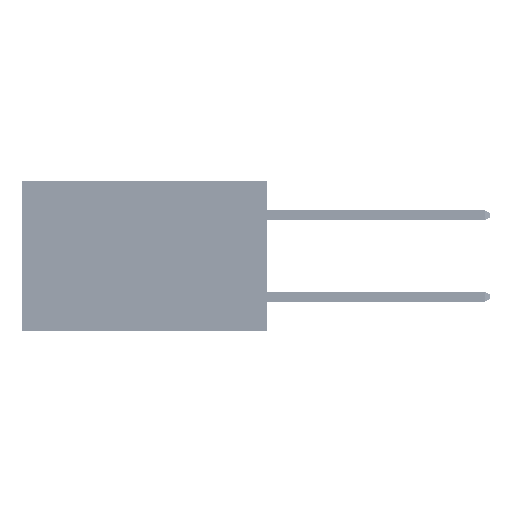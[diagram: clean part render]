
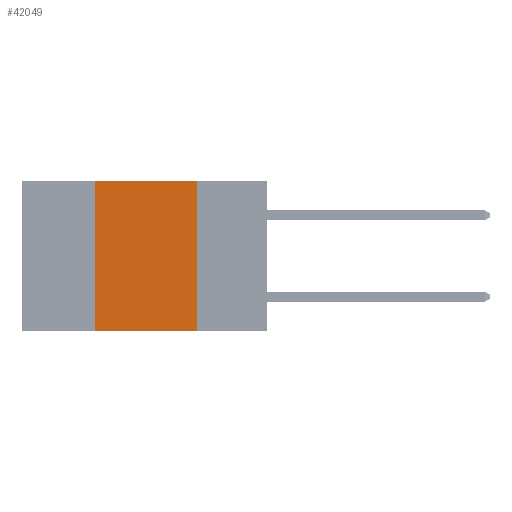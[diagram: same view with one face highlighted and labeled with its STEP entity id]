
A CAD part, left-side view. The second image highlights one B-rep face of the part: STEP entity #42049.
In plain terms, the highlighted planar face has unit normal (-1, 0, 0).
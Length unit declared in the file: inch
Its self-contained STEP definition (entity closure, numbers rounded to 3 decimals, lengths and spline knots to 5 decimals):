
#1676 = DIRECTION ( 'NONE',  ( 0., -1., 0. ) ) ;
#3945 = EDGE_CURVE ( 'NONE', #31459, #48492, #19056, .T. ) ;
#6694 = ORIENTED_EDGE ( 'NONE', *, *, #27138, .F. ) ;
#7174 = CARTESIAN_POINT ( 'NONE',  ( 0., 0.6, 0. ) ) ;
#7838 = ORIENTED_EDGE ( 'NONE', *, *, #38566, .F. ) ;
#8609 = EDGE_CURVE ( 'NONE', #31459, #35812, #10696, .T. ) ;
#10696 = LINE ( 'NONE', #41833, #45430 ) ;
#15189 = CARTESIAN_POINT ( 'NONE',  ( 0., 0.17, 0. ) ) ;
#15483 = CARTESIAN_POINT ( 'NONE',  ( 0., 0.6, -0.37 ) ) ;
#15530 = ORIENTED_EDGE ( 'NONE', *, *, #8609, .F. ) ;
#16471 = ORIENTED_EDGE ( 'NONE', *, *, #3945, .T. ) ;
#18950 = CARTESIAN_POINT ( 'NONE',  ( 0., 0.17, 0. ) ) ;
#19056 = LINE ( 'NONE', #15483, #36250 ) ;
#20983 = CARTESIAN_POINT ( 'NONE',  ( 0., 0.42, -0.37 ) ) ;
#22270 = LINE ( 'NONE', #18950, #28831 ) ;
#22911 = VERTEX_POINT ( 'NONE', #15189 ) ;
#23280 = CARTESIAN_POINT ( 'NONE',  ( 0., 0.42, 0. ) ) ;
#27138 = EDGE_CURVE ( 'NONE', #35812, #22911, #48691, .T. ) ;
#28831 = VECTOR ( 'NONE', #34007, 39.37008 ) ;
#29003 = CARTESIAN_POINT ( 'NONE',  ( 0., 0.6, 0. ) ) ;
#29872 = EDGE_LOOP ( 'NONE', ( #7838, #6694, #15530, #16471 ) ) ;
#30401 = PLANE ( 'NONE',  #48115 ) ;
#31459 = VERTEX_POINT ( 'NONE', #20983 ) ;
#34007 = DIRECTION ( 'NONE',  ( 0., 0., -1. ) ) ;
#34421 = DIRECTION ( 'NONE',  ( 0., 0., 1. ) ) ;
#35812 = VERTEX_POINT ( 'NONE', #23280 ) ;
#36250 = VECTOR ( 'NONE', #39443, 39.37008 ) ;
#38072 = FACE_OUTER_BOUND ( 'NONE', #29872, .T. ) ;
#38566 = EDGE_CURVE ( 'NONE', #22911, #48492, #22270, .T. ) ;
#39443 = DIRECTION ( 'NONE',  ( 0., -1., 0. ) ) ;
#41833 = CARTESIAN_POINT ( 'NONE',  ( 0., 0.42, 0. ) ) ;
#41910 = DIRECTION ( 'NONE',  ( 1., 0., 0. ) ) ;
#42049 = ADVANCED_FACE ( 'NONE', ( #38072 ), #30401, .F. ) ;
#45243 = DIRECTION ( 'NONE',  ( 0., 0., -1. ) ) ;
#45423 = VECTOR ( 'NONE', #1676, 39.37008 ) ;
#45430 = VECTOR ( 'NONE', #34421, 39.37008 ) ;
#48115 = AXIS2_PLACEMENT_3D ( 'NONE', #7174, #41910, #45243 ) ;
#48492 = VERTEX_POINT ( 'NONE', #49602 ) ;
#48691 = LINE ( 'NONE', #29003, #45423 ) ;
#49602 = CARTESIAN_POINT ( 'NONE',  ( 0., 0.17, -0.37 ) ) ;
